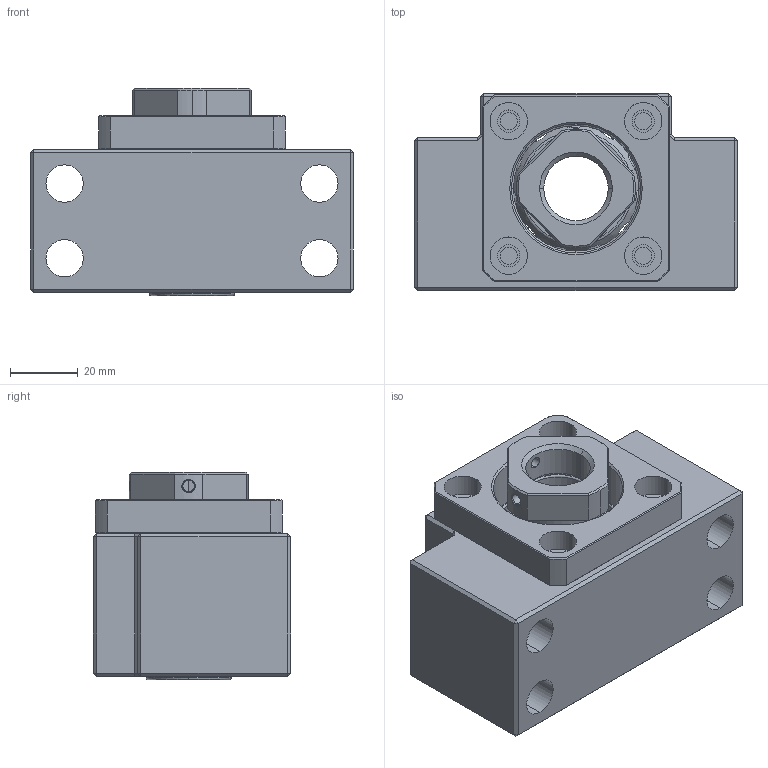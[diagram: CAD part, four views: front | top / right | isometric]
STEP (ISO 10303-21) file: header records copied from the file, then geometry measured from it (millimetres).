
FILE_DESCRIPTION (( 'STEP AP203' ), '1' );
FILE_NAME ('AK20.STEP', '2017-08-18T06:20:57', ( '' ), ( '' ), 'SwSTEP 2.0', 'SolidWorks 2017', '' );
FILE_SCHEMA (( 'CONFIG_CONTROL_DESIGN' ));
Length unit declared in the file: millimetre
Products named in the file (1): AK20
Bounding box: 95 x 58 x 61 mm (x, y, z)
Surface area: 46971.5 mm2 (no closed solid volume)
Topology: 0 solids, 19 shells, 222 faces, 600 edges, 388 vertices
Faces by surface type: plane 87, cylinder 61, cone 30, torus 26, sphere 14, bspline 4
Entity records: 8590 total; most frequent: CARTESIAN_POINT 3151, DIRECTION 1164, ORIENTED_EDGE 987, EDGE_CURVE 565, AXIS2_PLACEMENT_3D 474, VERTEX_POINT 367, EDGE_LOOP 279, CIRCLE 255
